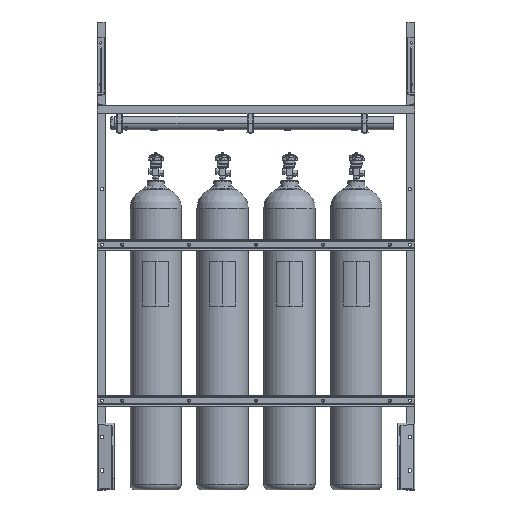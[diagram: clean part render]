
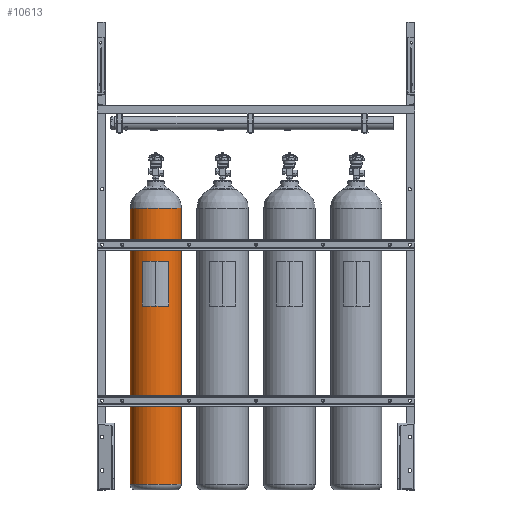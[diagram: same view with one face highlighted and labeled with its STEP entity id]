
A CAD part, top view. The second image highlights one B-rep face of the part: STEP entity #10613.
In plain terms, the highlighted cylindrical face has radius 116.635 mm (diameter 233.269 mm), a partial arc.
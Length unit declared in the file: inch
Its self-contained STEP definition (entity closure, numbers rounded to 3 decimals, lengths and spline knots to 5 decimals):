
#644 = DIRECTION ( 'NONE',  ( 0., 1., 0. ) ) ;
#1192 = VERTEX_POINT ( 'NONE', #42965 ) ;
#1546 = LINE ( 'NONE', #31692, #39430 ) ;
#1665 = ORIENTED_EDGE ( 'NONE', *, *, #5128, .T. ) ;
#2223 = CARTESIAN_POINT ( 'NONE',  ( 0., -54.5, 0. ) ) ;
#2319 = DIRECTION ( 'NONE',  ( 0., 1., 0. ) ) ;
#3277 = DIRECTION ( 'NONE',  ( 0., 1., 0. ) ) ;
#3278 = VERTEX_POINT ( 'NONE', #24538 ) ;
#4493 = AXIS2_PLACEMENT_3D ( 'NONE', #17257, #644, #13972 ) ;
#5038 = DIRECTION ( 'NONE',  ( 0., 1., 0. ) ) ;
#5128 = EDGE_CURVE ( 'NONE', #1192, #16425, #30145, .T. ) ;
#6600 = CIRCLE ( 'NONE', #4493, 4.59191 ) ;
#9879 = CIRCLE ( 'NONE', #23788, 4.59191 ) ;
#10613 = ADVANCED_FACE ( 'NONE', ( #12167 ), #25484, .T. ) ;
#12167 = FACE_OUTER_BOUND ( 'NONE', #28402, .T. ) ;
#12368 = VECTOR ( 'NONE', #3277, 39.37008 ) ;
#13972 = DIRECTION ( 'NONE',  ( -1., 0., 0. ) ) ;
#14554 = CARTESIAN_POINT ( 'NONE',  ( 4.59191, -4.92411, 0. ) ) ;
#16425 = VERTEX_POINT ( 'NONE', #14554 ) ;
#17257 = CARTESIAN_POINT ( 'NONE',  ( 0., -4.92411, 0. ) ) ;
#19250 = ORIENTED_EDGE ( 'NONE', *, *, #41711, .F. ) ;
#19869 = CARTESIAN_POINT ( 'NONE',  ( 4.59191, 0., 0. ) ) ;
#21315 = CARTESIAN_POINT ( 'NONE',  ( -4.59191, -54.5, 0. ) ) ;
#22106 = DIRECTION ( 'NONE',  ( -1., 0., 0. ) ) ;
#22210 = DIRECTION ( 'NONE',  ( -1., 0., 0. ) ) ;
#23788 = AXIS2_PLACEMENT_3D ( 'NONE', #2223, #29099, #22106 ) ;
#24538 = CARTESIAN_POINT ( 'NONE',  ( -4.59191, -4.92411, 0. ) ) ;
#25445 = EDGE_CURVE ( 'NONE', #32966, #3278, #1546, .T. ) ;
#25484 = CYLINDRICAL_SURFACE ( 'NONE', #30358, 4.59191 ) ;
#27934 = EDGE_CURVE ( 'NONE', #32966, #1192, #9879, .T. ) ;
#28019 = ORIENTED_EDGE ( 'NONE', *, *, #25445, .F. ) ;
#28402 = EDGE_LOOP ( 'NONE', ( #42208, #1665, #19250, #28019 ) ) ;
#29099 = DIRECTION ( 'NONE',  ( 0., 1., 0. ) ) ;
#30145 = LINE ( 'NONE', #19869, #12368 ) ;
#30358 = AXIS2_PLACEMENT_3D ( 'NONE', #38870, #2319, #22210 ) ;
#31692 = CARTESIAN_POINT ( 'NONE',  ( -4.59191, 0., 0. ) ) ;
#32966 = VERTEX_POINT ( 'NONE', #21315 ) ;
#38870 = CARTESIAN_POINT ( 'NONE',  ( 0., 0., 0. ) ) ;
#39430 = VECTOR ( 'NONE', #5038, 39.37008 ) ;
#41711 = EDGE_CURVE ( 'NONE', #3278, #16425, #6600, .T. ) ;
#42208 = ORIENTED_EDGE ( 'NONE', *, *, #27934, .T. ) ;
#42965 = CARTESIAN_POINT ( 'NONE',  ( 4.59191, -54.5, 0. ) ) ;
